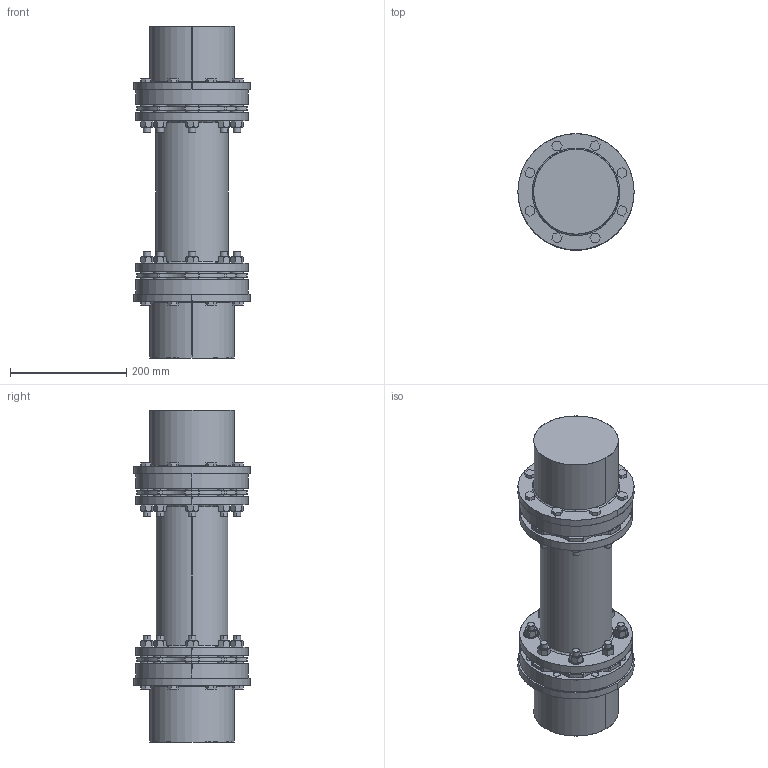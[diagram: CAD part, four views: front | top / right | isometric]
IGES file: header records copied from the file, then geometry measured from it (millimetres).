
Start section: SolidWorks IGES file using analytic representation for surfaces
Global section: file name: KD254_K07251421172076.igs; native system: SolidWorks 2017; preprocessor: SolidWorks 2017; author: partstream; date: 170725.142138; units: inch
Bounding box: 200.03 x 200.03 x 571.5 mm (x, y, z)
Surface area: 826828.9 mm2 (no closed solid volume)
Topology: 0 solids, 0 shells, 982 faces, 19098 edges, 19098 vertices
Faces by surface type: bspline 504, revolution 478
